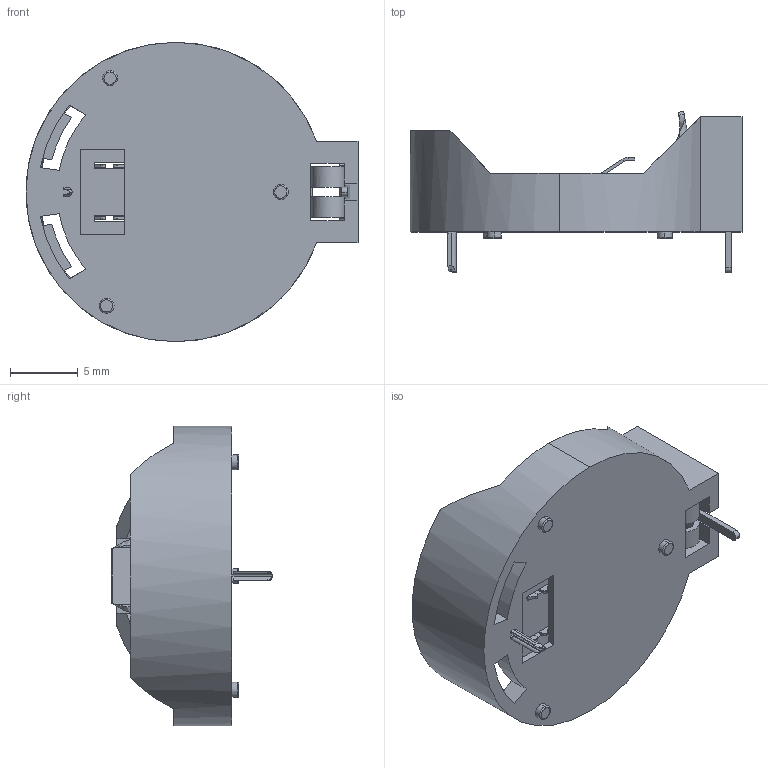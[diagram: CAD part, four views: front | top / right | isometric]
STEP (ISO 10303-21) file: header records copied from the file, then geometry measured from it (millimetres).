
FILE_DESCRIPTION(('STEP AP242'),'1');
FILE_NAME('bh-25f-1.stp','2024-01-20T23:58:58',('TraceParts'),('TraceParts S.A.'),'Spatial InterOp 3D',' ',' ');
FILE_SCHEMA(('AP242_MANAGED_MODEL_BASED_3D_ENGINEERING_MIM_LF {1 0 10303 442 1 1 4}'));
Length unit declared in the file: millimetre
Products named in the file (1): bh-25f-1
Bounding box: 24.5 x 11.9 x 22.1 mm (x, y, z)
Volume: 911.7 mm3; surface area: 1887.5 mm2
Topology: 1 solids, 1 shells, 437 faces, 1140 edges, 692 vertices
Faces by surface type: plane 253, cylinder 129, torus 39, bspline 14, cone 2
Entity records: 13496 total; most frequent: CARTESIAN_POINT 2729, ORIENTED_EDGE 2280, DIRECTION 2242, EDGE_CURVE 1140, AXIS2_PLACEMENT_3D 754, LINE 734, VECTOR 734, VERTEX_POINT 692
